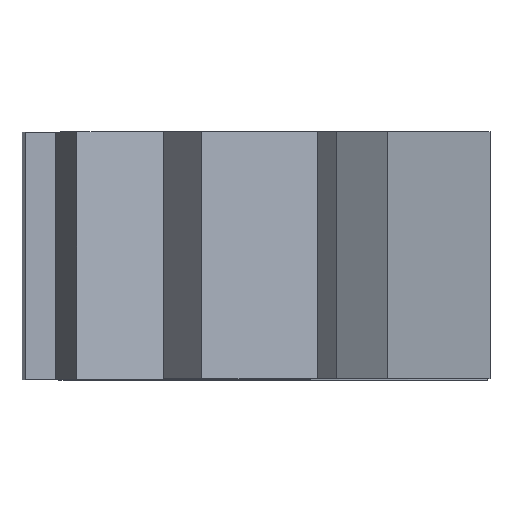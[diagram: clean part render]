
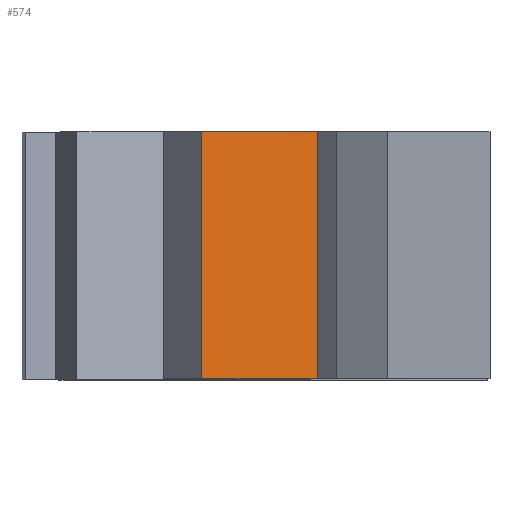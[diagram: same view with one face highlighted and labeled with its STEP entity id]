
A CAD part, top view. The second image highlights one B-rep face of the part: STEP entity #574.
In plain terms, the highlighted planar face has unit normal (0.624, 0, 0.781).
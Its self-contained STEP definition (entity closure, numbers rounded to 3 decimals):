
#43=FACE_OUTER_BOUND('',#73,.T.);
#73=EDGE_LOOP('',(#404,#405,#406,#407));
#113=LINE('',#866,#183);
#114=LINE('',#869,#184);
#115=LINE('',#871,#185);
#116=LINE('',#872,#186);
#183=VECTOR('',#702,10.);
#184=VECTOR('',#705,10.);
#185=VECTOR('',#706,10.);
#186=VECTOR('',#707,10.);
#250=VERTEX_POINT('',#862);
#251=VERTEX_POINT('',#864);
#252=VERTEX_POINT('',#868);
#253=VERTEX_POINT('',#870);
#313=EDGE_CURVE('',#250,#251,#113,.T.);
#314=EDGE_CURVE('',#252,#250,#114,.T.);
#315=EDGE_CURVE('',#253,#251,#115,.T.);
#316=EDGE_CURVE('',#252,#253,#116,.T.);
#404=ORIENTED_EDGE('',*,*,#314,.T.);
#405=ORIENTED_EDGE('',*,*,#313,.T.);
#406=ORIENTED_EDGE('',*,*,#315,.F.);
#407=ORIENTED_EDGE('',*,*,#316,.F.);
#549=PLANE('',#628);
#574=ADVANCED_FACE('',(#43),#549,.T.);
#628=AXIS2_PLACEMENT_3D('',#867,#703,#704);
#702=DIRECTION('',(0.,1.,0.));
#703=DIRECTION('center_axis',(0.624,0.,0.781));
#704=DIRECTION('ref_axis',(0.781,0.,-0.624));
#705=DIRECTION('',(0.781,0.,-0.624));
#706=DIRECTION('',(0.781,0.,-0.624));
#707=DIRECTION('',(0.,1.,0.));
#862=CARTESIAN_POINT('',(-6.45,0.,33.544));
#864=CARTESIAN_POINT('',(-6.45,20.,33.544));
#866=CARTESIAN_POINT('',(-6.45,0.,33.544));
#867=CARTESIAN_POINT('Origin',(-15.827,0.,41.031));
#868=CARTESIAN_POINT('',(-15.827,0.,41.031));
#869=CARTESIAN_POINT('',(-15.827,0.,41.031));
#870=CARTESIAN_POINT('',(-15.827,20.,41.031));
#871=CARTESIAN_POINT('',(-15.827,20.,41.031));
#872=CARTESIAN_POINT('',(-15.827,0.,41.031));
